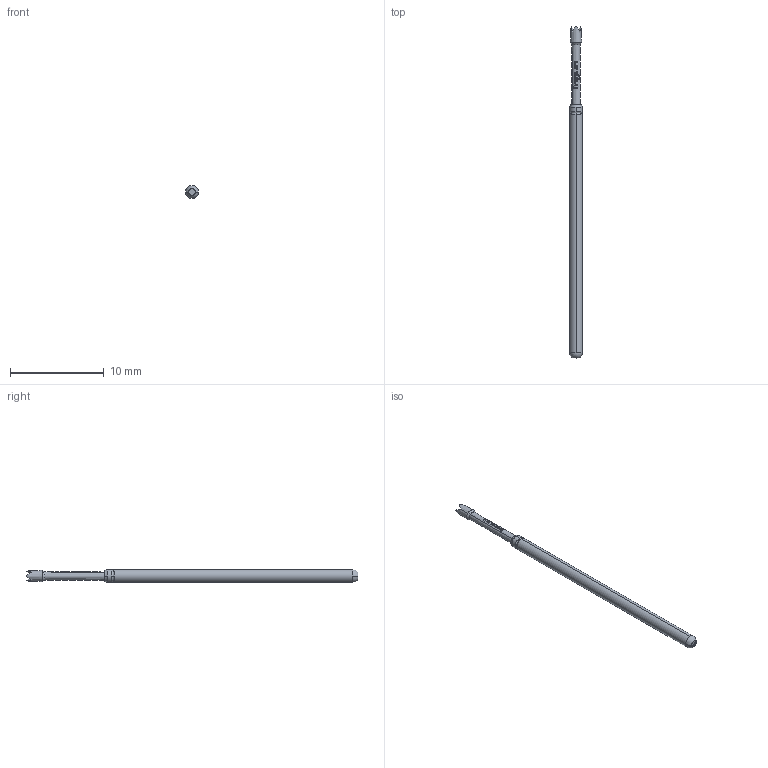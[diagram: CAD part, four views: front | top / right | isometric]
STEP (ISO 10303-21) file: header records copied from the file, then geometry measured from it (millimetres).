
FILE_DESCRIPTION (( 'STEP AP203' ), '1' );
FILE_NAME ('INGUN_GKS-100_204_106_A_xx00_LH.STEP', '2021-10-29T08:44:23', ( 'ochi' ), ( '' ), 'SwSTEP 2.0', 'SolidWorks 2018', '' );
FILE_SCHEMA (( 'CONFIG_CONTROL_DESIGN' ));
Length unit declared in the file: millimetre
Products named in the file (1): INGUN_GKS-100_204_106_A_xx00_LH
Bounding box: 1.37 x 35.4 x 1.37 mm (x, y, z)
Volume: 45.3 mm3; surface area: 144.2 mm2
Topology: 1 solids, 1 shells, 99 faces, 260 edges, 168 vertices
Faces by surface type: bspline 61, cone 14, plane 10, torus 6, cylinder 6, sphere 2
Entity records: 4142 total; most frequent: CARTESIAN_POINT 2180, ORIENTED_EDGE 516, EDGE_CURVE 258, B_SPLINE_CURVE_WITH_KNOTS 189, DIRECTION 179, VERTEX_POINT 168, EDGE_LOOP 106, FACE_OUTER_BOUND 99
